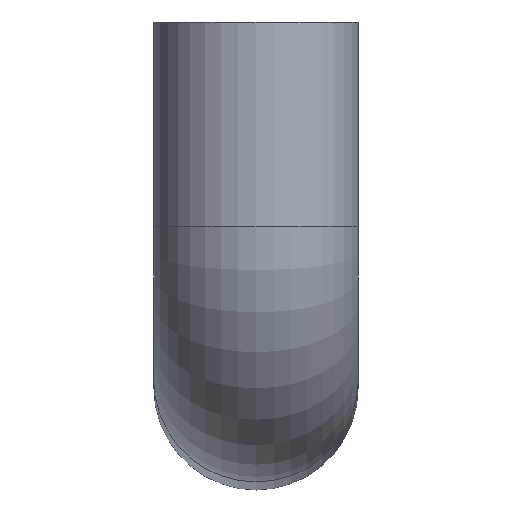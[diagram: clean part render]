
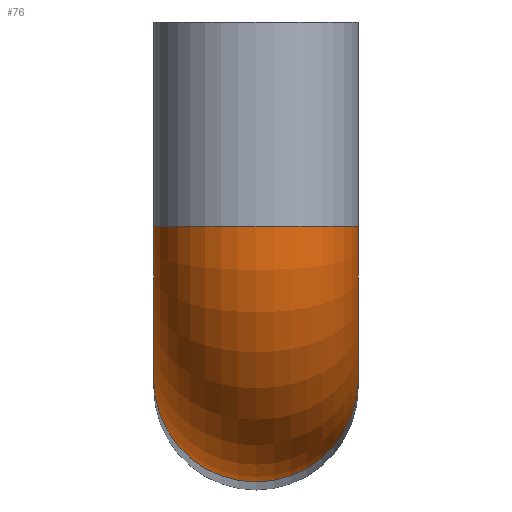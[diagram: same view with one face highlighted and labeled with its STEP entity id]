
A CAD part, top view. The second image highlights one B-rep face of the part: STEP entity #76.
In plain terms, the highlighted toroidal (fillet/blend) face has major radius 1.5 mm and minor radius 1 mm.
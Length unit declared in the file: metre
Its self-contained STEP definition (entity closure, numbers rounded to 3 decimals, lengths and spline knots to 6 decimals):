
#15=TOROIDAL_SURFACE('',#100,0.0015,0.001);
#22=ORIENTED_EDGE('',*,*,#31,.F.);
#23=ORIENTED_EDGE('',*,*,#32,.T.);
#31=EDGE_CURVE('',#37,#37,#43,.T.);
#32=EDGE_CURVE('',#38,#38,#44,.T.);
#37=VERTEX_POINT('',#145);
#38=VERTEX_POINT('',#148);
#43=CIRCLE('',#99,0.001);
#44=CIRCLE('',#101,0.001);
#52=EDGE_LOOP('',(#22));
#53=EDGE_LOOP('',(#23));
#64=FACE_BOUND('',#52,.T.);
#65=FACE_BOUND('',#53,.T.);
#76=ADVANCED_FACE('',(#64,#65),#15,.T.);
#99=AXIS2_PLACEMENT_3D('',#144,#120,#121);
#100=AXIS2_PLACEMENT_3D('',#146,#122,#123);
#101=AXIS2_PLACEMENT_3D('',#147,#124,#125);
#120=DIRECTION('',(0.,0.,-1.));
#121=DIRECTION('',(0.,1.,0.));
#122=DIRECTION('',(1.,0.,0.));
#123=DIRECTION('',(0.,0.,-1.));
#124=DIRECTION('',(0.,-1.,0.));
#125=DIRECTION('',(0.,0.,-1.));
#144=CARTESIAN_POINT('',(0.,-0.034,0.088));
#145=CARTESIAN_POINT('',(0.,-0.033,0.088));
#146=CARTESIAN_POINT('',(0.,-0.0325,0.088));
#147=CARTESIAN_POINT('',(0.,-0.0325,0.0895));
#148=CARTESIAN_POINT('',(0.,-0.0325,0.0885));
